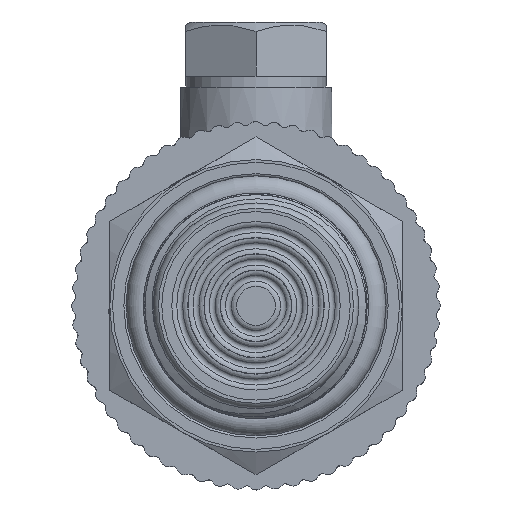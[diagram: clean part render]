
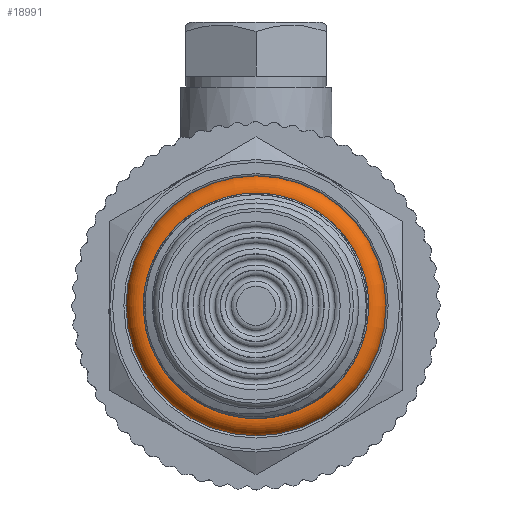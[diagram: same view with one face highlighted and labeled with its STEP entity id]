
A CAD part, left-side view. The second image highlights one B-rep face of the part: STEP entity #18991.
In plain terms, the highlighted toroidal (fillet/blend) face has major radius 10.6 mm and minor radius 1.4 mm.
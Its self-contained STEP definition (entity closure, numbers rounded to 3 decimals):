
#58=TOROIDAL_SURFACE('',#20279,10.6,1.4);
#2040=FACE_OUTER_BOUND('',#3177,.T.);
#3177=EDGE_LOOP('',(#17590,#17591,#17592,#17593));
#3793=CIRCLE('',#20280,1.4);
#3794=CIRCLE('',#20281,9.2);
#8869=VERTEX_POINT('',#58857);
#11776=EDGE_CURVE('',#8869,#8869,#3793,.T.);
#11777=EDGE_CURVE('',#8869,#8869,#3794,.T.);
#17590=ORIENTED_EDGE('',*,*,#11776,.F.);
#17591=ORIENTED_EDGE('',*,*,#11777,.T.);
#17592=ORIENTED_EDGE('',*,*,#11776,.T.);
#17593=ORIENTED_EDGE('',*,*,#11777,.F.);
#18991=ADVANCED_FACE('',(#2040),#58,.T.);
#20279=AXIS2_PLACEMENT_3D('',#58856,#23620,#23621);
#20280=AXIS2_PLACEMENT_3D('',#58858,#23622,#23623);
#20281=AXIS2_PLACEMENT_3D('',#58859,#23624,#23625);
#23620=DIRECTION('center_axis',(1.,0.,0.));
#23621=DIRECTION('ref_axis',(0.,0.,-1.));
#23622=DIRECTION('center_axis',(0.,-1.,0.));
#23623=DIRECTION('ref_axis',(0.,0.,1.));
#23624=DIRECTION('center_axis',(-1.,0.,0.));
#23625=DIRECTION('ref_axis',(0.,0.,-1.));
#58856=CARTESIAN_POINT('Origin',(20.7,0.,0.));
#58857=CARTESIAN_POINT('',(20.7,0.,9.2));
#58858=CARTESIAN_POINT('Origin',(20.7,0.,10.6));
#58859=CARTESIAN_POINT('Origin',(20.7,0.,0.));
